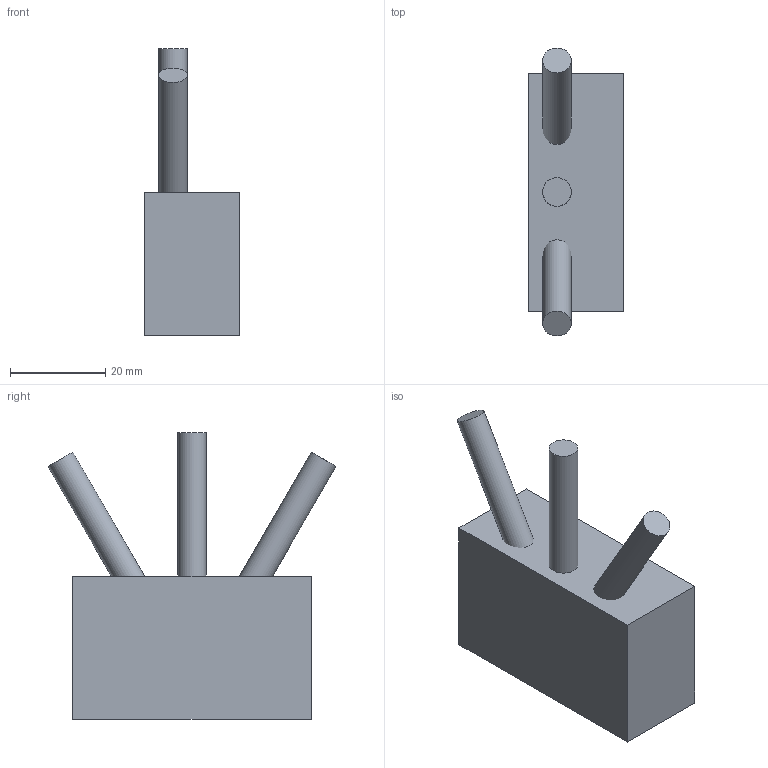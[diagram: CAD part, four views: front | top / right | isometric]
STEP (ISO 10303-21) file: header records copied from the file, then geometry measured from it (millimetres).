
FILE_DESCRIPTION(('FreeCAD Model'),'2;1');
FILE_NAME('steptest.step', '2017-06-28T12:28:49',('FreeCAD'),('FreeCAD'), 'Open CASCADE STEP processor 6.8','FreeCAD','Unknown');
FILE_SCHEMA(('AUTOMOTIVE_DESIGN_CC2 { 1 2 10303 214 -1 1 5 4 }'));
Length unit declared in the file: millimetre
Products named in the file (5): Open CASCADE STEP translator 6.8 1; Open CASCADE STEP translator 6.8 1.1; Open CASCADE STEP translator 6.8 1.2; Open CASCADE STEP translator 6.8 1.3; Open CASCADE STEP translator 6.8 1.4
Assembly tree (4 placements, depth 2):
  Open CASCADE STEP translator 6.8 1
    Open CASCADE STEP translator 6.8 1.1
    Open CASCADE STEP translator 6.8 1.2
    Open CASCADE STEP translator 6.8 1.3
    Open CASCADE STEP translator 6.8 1.4
Bounding box: 20 x 60.39 x 60 mm (x, y, z)
Volume: 32544.7 mm3; surface area: 8066.1 mm2
Topology: 4 solids, 4 shells, 15 faces, 21 edges, 14 vertices
Faces by surface type: plane 12, cylinder 3
Full cylindrical faces by diameter (mm): 6 x3
Entity records: 670 total; most frequent: DIRECTION 109, CARTESIAN_POINT 97, LINE 51, VECTOR 51, ORIENTED_EDGE 42, PCURVE 42, DEFINITIONAL_REPRESENTATION 42, AXIS2_PLACEMENT_3D 26
